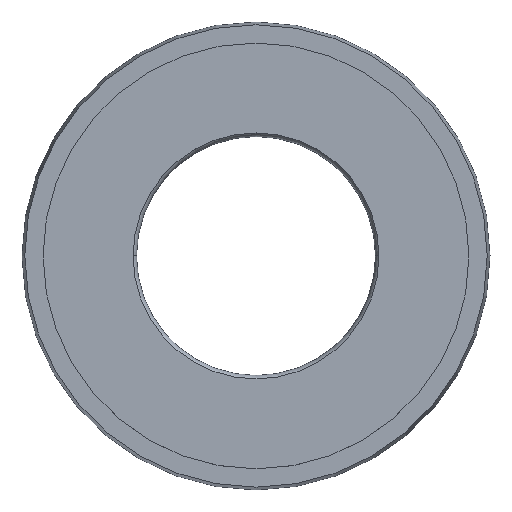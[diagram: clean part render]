
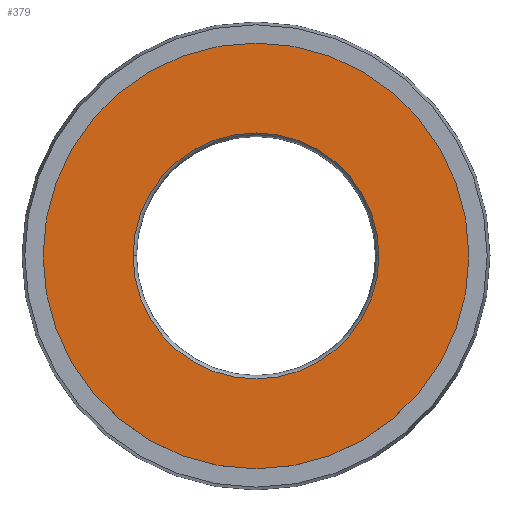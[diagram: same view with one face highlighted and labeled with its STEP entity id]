
A CAD part, top view. The second image highlights one B-rep face of the part: STEP entity #379.
In plain terms, the highlighted planar face has unit normal (0, 0, 1).
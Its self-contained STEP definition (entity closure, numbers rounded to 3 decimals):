
#14 = DIRECTION ( 'NONE',  ( 0., 0., 1. ) ) ;
#19 = DIRECTION ( 'NONE',  ( 0., 0., 1. ) ) ;
#28 = AXIS2_PLACEMENT_3D ( 'NONE', #449, #150, #338 ) ;
#52 = DIRECTION ( 'NONE',  ( -1., 0., 0. ) ) ;
#73 = AXIS2_PLACEMENT_3D ( 'NONE', #464, #212, #577 ) ;
#115 = VERTEX_POINT ( 'NONE', #568 ) ;
#139 = AXIS2_PLACEMENT_3D ( 'NONE', #300, #14, #266 ) ;
#150 = DIRECTION ( 'NONE',  ( 0., 0., 1. ) ) ;
#151 = ORIENTED_EDGE ( 'NONE', *, *, #532, .F. ) ;
#172 = ORIENTED_EDGE ( 'NONE', *, *, #526, .F. ) ;
#212 = DIRECTION ( 'NONE',  ( 0., 0., 1. ) ) ;
#227 = EDGE_LOOP ( 'NONE', ( #151, #172 ) ) ;
#230 = FACE_BOUND ( 'NONE', #227, .T. ) ;
#256 = EDGE_CURVE ( 'NONE', #578, #115, #455, .T. ) ;
#266 = DIRECTION ( 'NONE',  ( 1., 0., 0. ) ) ;
#300 = CARTESIAN_POINT ( 'NONE',  ( 0., 0., 0. ) ) ;
#331 = ORIENTED_EDGE ( 'NONE', *, *, #256, .T. ) ;
#338 = DIRECTION ( 'NONE',  ( 1., 0., 0. ) ) ;
#358 = DIRECTION ( 'NONE',  ( 1., 0., 0. ) ) ;
#376 = AXIS2_PLACEMENT_3D ( 'NONE', #612, #19, #358 ) ;
#378 = EDGE_CURVE ( 'NONE', #115, #578, #643, .T. ) ;
#379 = ADVANCED_FACE ( 'NONE', ( #230, #499 ), #399, .F. ) ;
#399 = PLANE ( 'NONE',  #483 ) ;
#402 = EDGE_LOOP ( 'NONE', ( #331, #603 ) ) ;
#413 = CARTESIAN_POINT ( 'NONE',  ( 8.75, 0., 0. ) ) ;
#424 = CARTESIAN_POINT ( 'NONE',  ( 15.15, 0., 0. ) ) ;
#449 = CARTESIAN_POINT ( 'NONE',  ( 0., 0., 0. ) ) ;
#450 = CARTESIAN_POINT ( 'NONE',  ( 0., 0., 0. ) ) ;
#455 = CIRCLE ( 'NONE', #73, 15.15 ) ;
#464 = CARTESIAN_POINT ( 'NONE',  ( 0., 0., 0. ) ) ;
#465 = CARTESIAN_POINT ( 'NONE',  ( -8.75, 0., 0. ) ) ;
#483 = AXIS2_PLACEMENT_3D ( 'NONE', #450, #554, #52 ) ;
#499 = FACE_OUTER_BOUND ( 'NONE', #402, .T. ) ;
#524 = VERTEX_POINT ( 'NONE', #413 ) ;
#526 = EDGE_CURVE ( 'NONE', #642, #524, #604, .T. ) ;
#532 = EDGE_CURVE ( 'NONE', #524, #642, #611, .T. ) ;
#554 = DIRECTION ( 'NONE',  ( 0., 0., -1. ) ) ;
#568 = CARTESIAN_POINT ( 'NONE',  ( -15.15, 0., 0. ) ) ;
#577 = DIRECTION ( 'NONE',  ( 1., 0., 0. ) ) ;
#578 = VERTEX_POINT ( 'NONE', #424 ) ;
#603 = ORIENTED_EDGE ( 'NONE', *, *, #378, .T. ) ;
#604 = CIRCLE ( 'NONE', #376, 8.75 ) ;
#611 = CIRCLE ( 'NONE', #139, 8.75 ) ;
#612 = CARTESIAN_POINT ( 'NONE',  ( 0., 0., 0. ) ) ;
#642 = VERTEX_POINT ( 'NONE', #465 ) ;
#643 = CIRCLE ( 'NONE', #28, 15.15 ) ;
